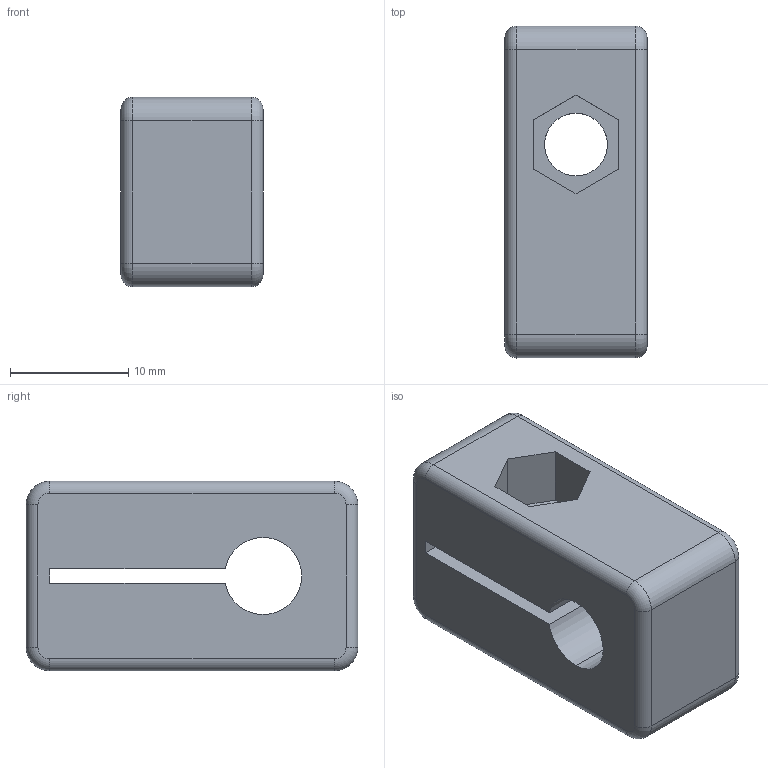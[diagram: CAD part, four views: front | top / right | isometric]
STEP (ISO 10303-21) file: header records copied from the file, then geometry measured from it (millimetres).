
FILE_DESCRIPTION (( 'STEP AP203' ), '1' );
FILE_NAME ('202200200_c_1.STEP', '2023-01-23T14:45:31', ( '' ), ( '' ), 'SwSTEP 2.0', 'SolidWorks 2014', '' );
FILE_SCHEMA (( 'CONFIG_CONTROL_DESIGN' ));
Length unit declared in the file: millimetre
Products named in the file (1): 202200200_c_1
Bounding box: 12 x 28 x 16 mm (x, y, z)
Volume: 4008.6 mm3; surface area: 2595.6 mm2
Topology: 1 solids, 1 shells, 53 faces, 130 edges, 80 vertices
Faces by surface type: cylinder 23, plane 22, torus 8
Entity records: 1647 total; most frequent: DIRECTION 292, CARTESIAN_POINT 264, ORIENTED_EDGE 260, EDGE_CURVE 130, AXIS2_PLACEMENT_3D 108, VERTEX_POINT 80, LINE 76, VECTOR 76
